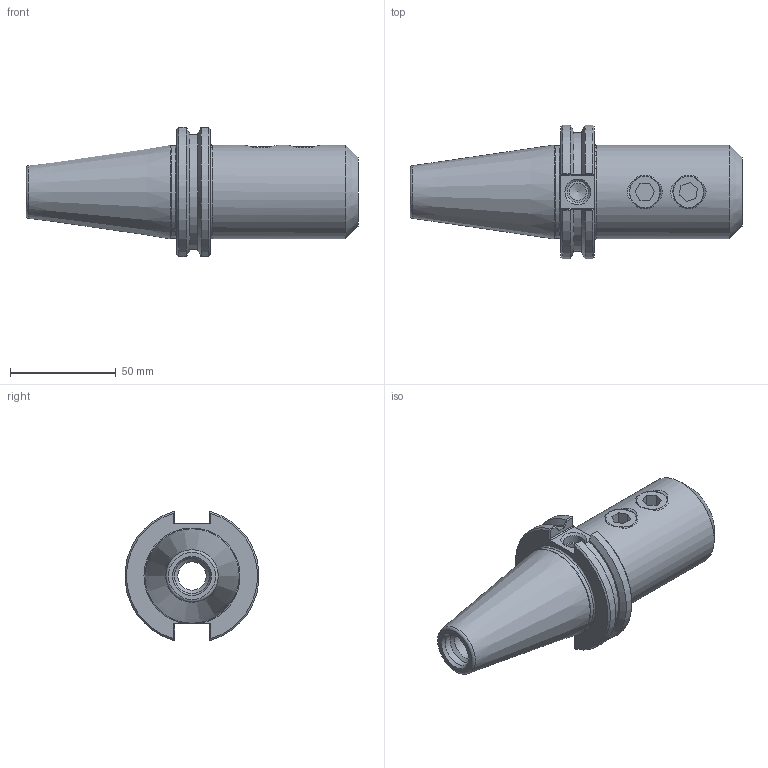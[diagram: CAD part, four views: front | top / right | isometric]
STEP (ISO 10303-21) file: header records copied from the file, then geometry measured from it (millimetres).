
FILE_DESCRIPTION((''),'2;1');
FILE_NAME('C40-87EM350.stp','2014-11-15T11:19:54',('kaykin'),(''),'Autodesk Inventor 2012','Autodesk Inventor 2012','');
FILE_SCHEMA(('AUTOMOTIVE_DESIGN { 1 0 10303 214 1 1 1 1 }'));
Length unit declared in the file: inch
Products named in the file (3): C40-87EM350; C40-87EM350-1; 029-925
Assembly tree (3 placements, depth 2):
  C40-87EM350
    C40-87EM350-1
    029-925  x2
Bounding box: 157.15 x 63.26 x 61.11 mm (x, y, z)
Volume: 167759.2 mm3; surface area: 38192.7 mm2
Topology: 3 solids, 3 shells, 116 faces, 304 edges, 196 vertices
Faces by surface type: plane 50, cylinder 30, cone 25, bspline 8, torus 3
Full cylindrical faces by diameter (mm): 8 x1, 10.135 x1, 13.386 x1, 14.351 x2, 15.875 x2, 16.459 x1, 22.225 x1, 23.114 x1, 43.942 x1, 44.45 x1
Entity records: 4343 total; most frequent: CARTESIAN_POINT 1838, ORIENTED_EDGE 488, DIRECTION 444, EDGE_CURVE 244, AXIS2_PLACEMENT_3D 171, VERTEX_POINT 170, EDGE_LOOP 136, FACE_OUTER_BOUND 104
